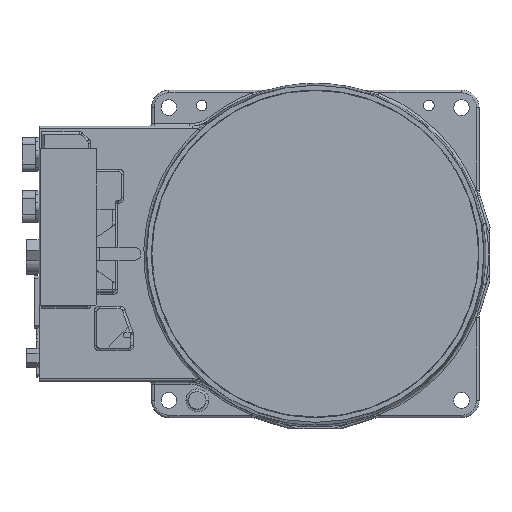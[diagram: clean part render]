
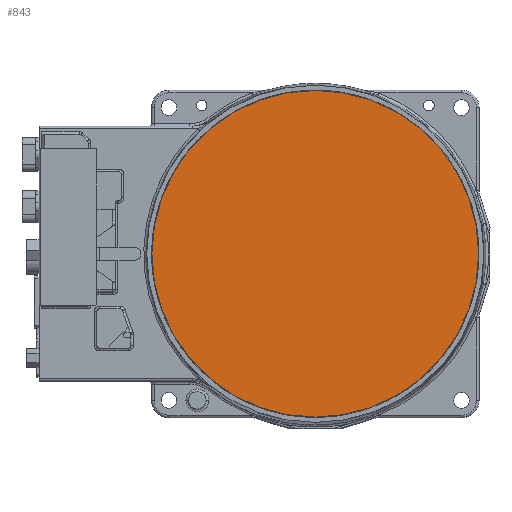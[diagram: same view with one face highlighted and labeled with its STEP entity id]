
A CAD part, top view. The second image highlights one B-rep face of the part: STEP entity #843.
In plain terms, the highlighted planar face has unit normal (0, 0, 1).
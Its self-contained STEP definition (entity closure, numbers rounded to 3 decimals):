
#89 = CIRCLE ( 'NONE', #12000, 187. ) ;
#656 = DIRECTION ( 'NONE',  ( 0., 0., 1. ) ) ;
#843 = ADVANCED_FACE ( 'NONE', ( #19593 ), #14675, .T. ) ;
#1066 = EDGE_CURVE ( 'NONE', #9440, #17301, #2291, .T. ) ;
#2115 = EDGE_LOOP ( 'NONE', ( #18854, #7449 ) ) ;
#2291 = CIRCLE ( 'NONE', #19334, 187. ) ;
#4921 = CARTESIAN_POINT ( 'NONE',  ( 0., -187., 0. ) ) ;
#5081 = CARTESIAN_POINT ( 'NONE',  ( 0., 187., 0. ) ) ;
#5192 = EDGE_CURVE ( 'NONE', #17301, #9440, #89, .T. ) ;
#5201 = CARTESIAN_POINT ( 'NONE',  ( 0., 0., 0. ) ) ;
#7031 = DIRECTION ( 'NONE',  ( 0., -1., 0. ) ) ;
#7449 = ORIENTED_EDGE ( 'NONE', *, *, #1066, .T. ) ;
#8753 = CARTESIAN_POINT ( 'NONE',  ( 0., 0., 0. ) ) ;
#9440 = VERTEX_POINT ( 'NONE', #5081 ) ;
#10767 = DIRECTION ( 'NONE',  ( 0., 0., 1. ) ) ;
#12000 = AXIS2_PLACEMENT_3D ( 'NONE', #15375, #10767, #14071 ) ;
#12670 = DIRECTION ( 'NONE',  ( 0., -1., 0. ) ) ;
#13080 = DIRECTION ( 'NONE',  ( 0., 0., 1. ) ) ;
#14071 = DIRECTION ( 'NONE',  ( 0., -1., 0. ) ) ;
#14675 = PLANE ( 'NONE',  #15148 ) ;
#15148 = AXIS2_PLACEMENT_3D ( 'NONE', #8753, #13080, #7031 ) ;
#15375 = CARTESIAN_POINT ( 'NONE',  ( 0., 0., 0. ) ) ;
#17301 = VERTEX_POINT ( 'NONE', #4921 ) ;
#18854 = ORIENTED_EDGE ( 'NONE', *, *, #5192, .T. ) ;
#19334 = AXIS2_PLACEMENT_3D ( 'NONE', #5201, #656, #12670 ) ;
#19593 = FACE_OUTER_BOUND ( 'NONE', #2115, .T. ) ;
